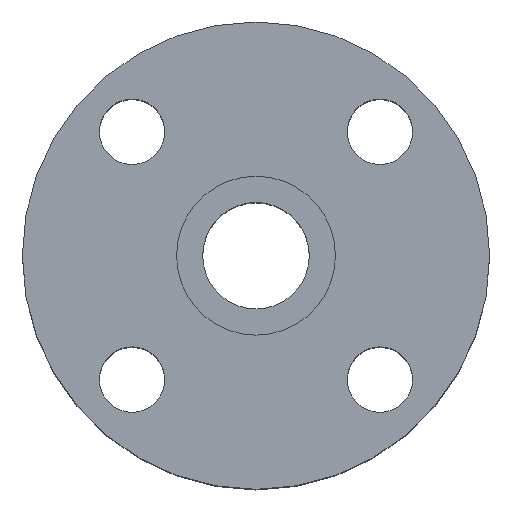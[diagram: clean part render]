
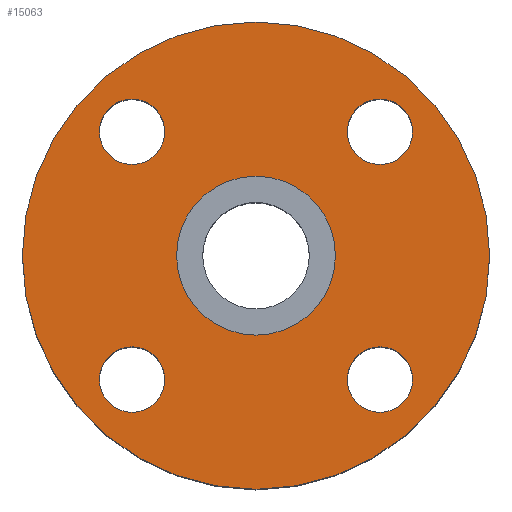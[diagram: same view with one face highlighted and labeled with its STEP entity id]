
A CAD part, top view. The second image highlights one B-rep face of the part: STEP entity #15063.
In plain terms, the highlighted planar face has unit normal (0, 0, 1).
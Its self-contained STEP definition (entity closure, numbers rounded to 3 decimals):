
#282 = AXIS2_PLACEMENT_3D ( 'NONE', #16242, #18719, #9036 ) ;
#588 = ORIENTED_EDGE ( 'NONE', *, *, #15214, .T. ) ;
#1214 = CIRCLE ( 'NONE', #10923, 7. ) ;
#1449 = DIRECTION ( 'NONE',  ( 0., 0., 1. ) ) ;
#1616 = VERTEX_POINT ( 'NONE', #10742 ) ;
#2209 = CARTESIAN_POINT ( 'NONE',  ( 26.517, -26.517, -0.3 ) ) ;
#2230 = CARTESIAN_POINT ( 'NONE',  ( 17., 0., -0.3 ) ) ;
#2362 = DIRECTION ( 'NONE',  ( -1., 0., 0. ) ) ;
#2527 = DIRECTION ( 'NONE',  ( 0., 0., 1. ) ) ;
#2642 = DIRECTION ( 'NONE',  ( 0., -1., 0. ) ) ;
#2720 = CIRCLE ( 'NONE', #8735, 17. ) ;
#3008 = ORIENTED_EDGE ( 'NONE', *, *, #8869, .T. ) ;
#3210 = FACE_BOUND ( 'NONE', #13773, .T. ) ;
#3217 = VERTEX_POINT ( 'NONE', #12956 ) ;
#3412 = EDGE_CURVE ( 'NONE', #5526, #27395, #14948, .T. ) ;
#3798 = CARTESIAN_POINT ( 'NONE',  ( -26.517, -26.517, -0.3 ) ) ;
#3894 = CIRCLE ( 'NONE', #15011, 7. ) ;
#4130 = ORIENTED_EDGE ( 'NONE', *, *, #15686, .F. ) ;
#4247 = CARTESIAN_POINT ( 'NONE',  ( -26.517, -26.517, -0.3 ) ) ;
#4492 = DIRECTION ( 'NONE',  ( 1., 0., 0. ) ) ;
#4552 = EDGE_CURVE ( 'NONE', #12453, #24045, #20020, .T. ) ;
#4937 = ORIENTED_EDGE ( 'NONE', *, *, #23099, .F. ) ;
#4990 = DIRECTION ( 'NONE',  ( 1., 0., 0. ) ) ;
#5212 = CARTESIAN_POINT ( 'NONE',  ( 26.517, -26.517, -0.3 ) ) ;
#5338 = EDGE_CURVE ( 'NONE', #5478, #9987, #6550, .T. ) ;
#5390 = FACE_BOUND ( 'NONE', #10211, .T. ) ;
#5478 = VERTEX_POINT ( 'NONE', #16630 ) ;
#5526 = VERTEX_POINT ( 'NONE', #21516 ) ;
#5905 = EDGE_LOOP ( 'NONE', ( #23443, #26924 ) ) ;
#6550 = CIRCLE ( 'NONE', #7429, 7. ) ;
#6961 = DIRECTION ( 'NONE',  ( 0., 0., 1. ) ) ;
#7429 = AXIS2_PLACEMENT_3D ( 'NONE', #18076, #26749, #22839 ) ;
#8121 = DIRECTION ( 'NONE',  ( 1., 0., 0. ) ) ;
#8429 = ORIENTED_EDGE ( 'NONE', *, *, #4552, .F. ) ;
#8438 = AXIS2_PLACEMENT_3D ( 'NONE', #11242, #13406, #22093 ) ;
#8544 = CIRCLE ( 'NONE', #21949, 7. ) ;
#8735 = AXIS2_PLACEMENT_3D ( 'NONE', #16990, #28244, #14950 ) ;
#8869 = EDGE_CURVE ( 'NONE', #3217, #13056, #17249, .T. ) ;
#9036 = DIRECTION ( 'NONE',  ( -1., 0., 0. ) ) ;
#9057 = AXIS2_PLACEMENT_3D ( 'NONE', #24330, #22285, #4492 ) ;
#9360 = AXIS2_PLACEMENT_3D ( 'NONE', #19586, #17858, #24066 ) ;
#9412 = EDGE_CURVE ( 'NONE', #27395, #5526, #9730, .T. ) ;
#9730 = CIRCLE ( 'NONE', #19627, 7. ) ;
#9901 = AXIS2_PLACEMENT_3D ( 'NONE', #12461, #1449, #8121 ) ;
#9987 = VERTEX_POINT ( 'NONE', #10029 ) ;
#10029 = CARTESIAN_POINT ( 'NONE',  ( 33.517, 26.517, -0.3 ) ) ;
#10211 = EDGE_LOOP ( 'NONE', ( #4937, #24059 ) ) ;
#10415 = EDGE_CURVE ( 'NONE', #24045, #12453, #3894, .T. ) ;
#10742 = CARTESIAN_POINT ( 'NONE',  ( -33.517, -26.517, -0.3 ) ) ;
#10923 = AXIS2_PLACEMENT_3D ( 'NONE', #16005, #2527, #4990 ) ;
#11102 = CARTESIAN_POINT ( 'NONE',  ( -19.517, 26.517, -0.3 ) ) ;
#11242 = CARTESIAN_POINT ( 'NONE',  ( 0., 0., -0.3 ) ) ;
#11728 = DIRECTION ( 'NONE',  ( 0., 0., 1. ) ) ;
#11789 = EDGE_CURVE ( 'NONE', #1616, #24581, #8544, .T. ) ;
#11874 = DIRECTION ( 'NONE',  ( 0., -1., 0. ) ) ;
#12034 = FACE_BOUND ( 'NONE', #17335, .T. ) ;
#12453 = VERTEX_POINT ( 'NONE', #17406 ) ;
#12461 = CARTESIAN_POINT ( 'NONE',  ( 0., 0., -0.3 ) ) ;
#12909 = DIRECTION ( 'NONE',  ( -1., 0., 0. ) ) ;
#12956 = CARTESIAN_POINT ( 'NONE',  ( 50., 0., -0.3 ) ) ;
#13056 = VERTEX_POINT ( 'NONE', #22521 ) ;
#13406 = DIRECTION ( 'NONE',  ( 0., 0., 1. ) ) ;
#13773 = EDGE_LOOP ( 'NONE', ( #4130, #25456 ) ) ;
#14230 = FACE_BOUND ( 'NONE', #5905, .T. ) ;
#14369 = FACE_BOUND ( 'NONE', #22253, .T. ) ;
#14948 = CIRCLE ( 'NONE', #9360, 7. ) ;
#14950 = DIRECTION ( 'NONE',  ( 1., 0., 0. ) ) ;
#15011 = AXIS2_PLACEMENT_3D ( 'NONE', #5212, #11728, #11874 ) ;
#15063 = ADVANCED_FACE ( 'NONE', ( #14369, #5390, #14230, #3210, #12034, #18867 ), #20871, .F. ) ;
#15214 = EDGE_CURVE ( 'NONE', #13056, #3217, #16964, .T. ) ;
#15663 = ORIENTED_EDGE ( 'NONE', *, *, #26813, .F. ) ;
#15686 = EDGE_CURVE ( 'NONE', #9987, #5478, #1214, .T. ) ;
#16005 = CARTESIAN_POINT ( 'NONE',  ( 26.517, 26.517, -0.3 ) ) ;
#16242 = CARTESIAN_POINT ( 'NONE',  ( 0., 17., -0.3 ) ) ;
#16630 = CARTESIAN_POINT ( 'NONE',  ( 19.517, 26.517, -0.3 ) ) ;
#16964 = CIRCLE ( 'NONE', #9057, 50. ) ;
#16990 = CARTESIAN_POINT ( 'NONE',  ( 0., 0., -0.3 ) ) ;
#17249 = CIRCLE ( 'NONE', #8438, 50. ) ;
#17289 = ORIENTED_EDGE ( 'NONE', *, *, #10415, .F. ) ;
#17335 = EDGE_LOOP ( 'NONE', ( #25321, #15663 ) ) ;
#17406 = CARTESIAN_POINT ( 'NONE',  ( 33.517, -26.517, -0.3 ) ) ;
#17858 = DIRECTION ( 'NONE',  ( 0., 0., 1. ) ) ;
#18076 = CARTESIAN_POINT ( 'NONE',  ( 26.517, 26.517, -0.3 ) ) ;
#18127 = DIRECTION ( 'NONE',  ( 0., 1., 0. ) ) ;
#18719 = DIRECTION ( 'NONE',  ( 0., 0., -1. ) ) ;
#18867 = FACE_OUTER_BOUND ( 'NONE', #26292, .T. ) ;
#19583 = AXIS2_PLACEMENT_3D ( 'NONE', #3798, #23924, #12909 ) ;
#19586 = CARTESIAN_POINT ( 'NONE',  ( -26.517, 26.517, -0.3 ) ) ;
#19627 = AXIS2_PLACEMENT_3D ( 'NONE', #26803, #6961, #18127 ) ;
#19965 = VERTEX_POINT ( 'NONE', #23940 ) ;
#20020 = CIRCLE ( 'NONE', #28343, 7. ) ;
#20871 = PLANE ( 'NONE',  #282 ) ;
#21319 = CARTESIAN_POINT ( 'NONE',  ( -19.517, -26.517, -0.3 ) ) ;
#21516 = CARTESIAN_POINT ( 'NONE',  ( -33.517, 26.517, -0.3 ) ) ;
#21949 = AXIS2_PLACEMENT_3D ( 'NONE', #4247, #24237, #2362 ) ;
#22093 = DIRECTION ( 'NONE',  ( 1., 0., 0. ) ) ;
#22253 = EDGE_LOOP ( 'NONE', ( #8429, #17289 ) ) ;
#22285 = DIRECTION ( 'NONE',  ( 0., 0., 1. ) ) ;
#22349 = CIRCLE ( 'NONE', #19583, 7. ) ;
#22521 = CARTESIAN_POINT ( 'NONE',  ( -50., 0., -0.3 ) ) ;
#22839 = DIRECTION ( 'NONE',  ( 1., 0., 0. ) ) ;
#23099 = EDGE_CURVE ( 'NONE', #24581, #1616, #22349, .T. ) ;
#23443 = ORIENTED_EDGE ( 'NONE', *, *, #9412, .F. ) ;
#23924 = DIRECTION ( 'NONE',  ( 0., 0., 1. ) ) ;
#23934 = EDGE_CURVE ( 'NONE', #28397, #19965, #27463, .T. ) ;
#23940 = CARTESIAN_POINT ( 'NONE',  ( -17., 0., -0.3 ) ) ;
#24045 = VERTEX_POINT ( 'NONE', #26066 ) ;
#24059 = ORIENTED_EDGE ( 'NONE', *, *, #11789, .F. ) ;
#24066 = DIRECTION ( 'NONE',  ( 0., 1., 0. ) ) ;
#24225 = DIRECTION ( 'NONE',  ( 0., 0., 1. ) ) ;
#24237 = DIRECTION ( 'NONE',  ( 0., 0., 1. ) ) ;
#24330 = CARTESIAN_POINT ( 'NONE',  ( 0., 0., -0.3 ) ) ;
#24581 = VERTEX_POINT ( 'NONE', #21319 ) ;
#25321 = ORIENTED_EDGE ( 'NONE', *, *, #23934, .F. ) ;
#25456 = ORIENTED_EDGE ( 'NONE', *, *, #5338, .F. ) ;
#26066 = CARTESIAN_POINT ( 'NONE',  ( 19.517, -26.517, -0.3 ) ) ;
#26292 = EDGE_LOOP ( 'NONE', ( #3008, #588 ) ) ;
#26749 = DIRECTION ( 'NONE',  ( 0., 0., 1. ) ) ;
#26803 = CARTESIAN_POINT ( 'NONE',  ( -26.517, 26.517, -0.3 ) ) ;
#26813 = EDGE_CURVE ( 'NONE', #19965, #28397, #2720, .T. ) ;
#26924 = ORIENTED_EDGE ( 'NONE', *, *, #3412, .F. ) ;
#27395 = VERTEX_POINT ( 'NONE', #11102 ) ;
#27463 = CIRCLE ( 'NONE', #9901, 17. ) ;
#28244 = DIRECTION ( 'NONE',  ( 0., 0., 1. ) ) ;
#28343 = AXIS2_PLACEMENT_3D ( 'NONE', #2209, #24225, #2642 ) ;
#28397 = VERTEX_POINT ( 'NONE', #2230 ) ;
